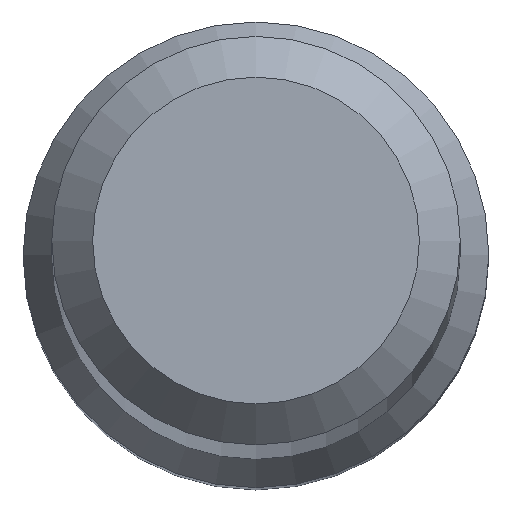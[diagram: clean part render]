
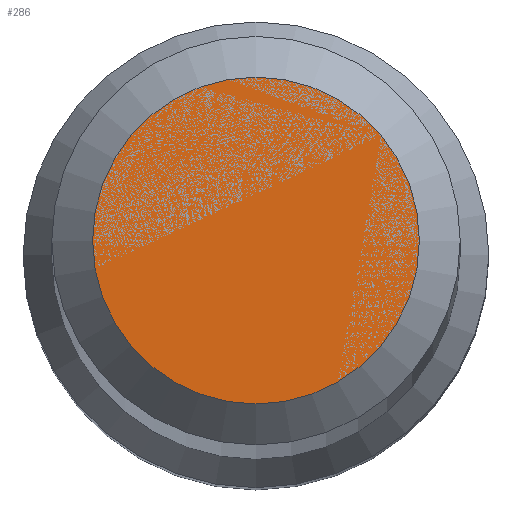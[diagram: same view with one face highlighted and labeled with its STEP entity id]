
A CAD part, top view. The second image highlights one B-rep face of the part: STEP entity #286.
In plain terms, the highlighted planar face has unit normal (0, 0, 1).
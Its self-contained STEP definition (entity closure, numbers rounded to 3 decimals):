
#17 = CARTESIAN_POINT ( 'NONE',  ( 0., 0., 70. ) ) ;
#18 = AXIS2_PLACEMENT_3D ( 'NONE', #17, #129, #203 ) ;
#20 = VERTEX_POINT ( 'NONE', #139 ) ;
#41 = PLANE ( 'NONE',  #18 ) ;
#49 = ORIENTED_EDGE ( 'NONE', *, *, #256, .F. ) ;
#60 = FACE_OUTER_BOUND ( 'NONE', #125, .T. ) ;
#125 = EDGE_LOOP ( 'NONE', ( #49 ) ) ;
#129 = DIRECTION ( 'NONE',  ( 0., 0., -1. ) ) ;
#133 = CARTESIAN_POINT ( 'NONE',  ( 0., 0., 70. ) ) ;
#139 = CARTESIAN_POINT ( 'NONE',  ( 0., 1.2, 70. ) ) ;
#159 = DIRECTION ( 'NONE',  ( 0., 1., 0. ) ) ;
#187 = AXIS2_PLACEMENT_3D ( 'NONE', #133, #223, #159 ) ;
#203 = DIRECTION ( 'NONE',  ( 0., 1., 0. ) ) ;
#223 = DIRECTION ( 'NONE',  ( 0., 0., -1. ) ) ;
#256 = EDGE_CURVE ( 'NONE', #20, #20, #276, .T. ) ;
#276 = CIRCLE ( 'NONE', #187, 1.2 ) ;
#286 = ADVANCED_FACE ( 'NONE', ( #60 ), #41, .F. ) ;
